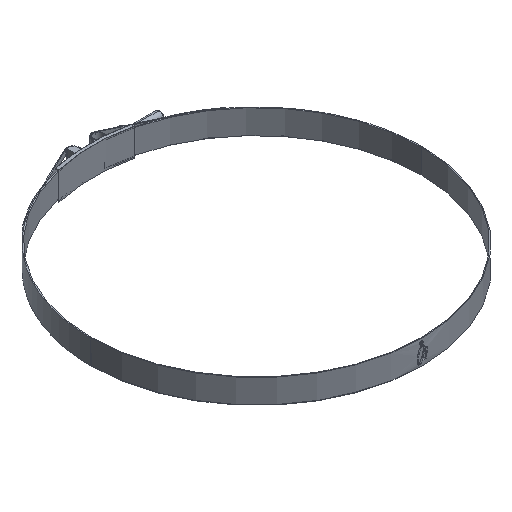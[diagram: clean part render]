
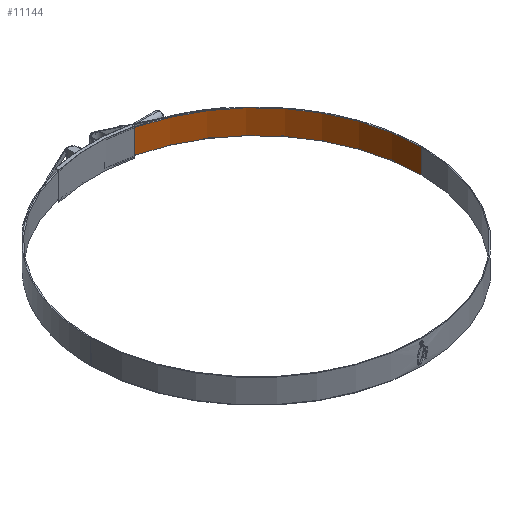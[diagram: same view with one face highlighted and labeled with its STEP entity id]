
A CAD part, isometric view. The second image highlights one B-rep face of the part: STEP entity #11144.
In plain terms, the highlighted cylindrical face has radius 130 mm (diameter 260 mm), a partial arc.
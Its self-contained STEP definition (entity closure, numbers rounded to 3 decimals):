
#21 = DIRECTION ( 'NONE',  ( 0., 0., -1. ) ) ;
#100 = CYLINDRICAL_SURFACE ( 'NONE', #4941, 130. ) ;
#336 = EDGE_CURVE ( 'NONE', #13202, #11929, #6879, .T. ) ;
#1046 = VERTEX_POINT ( 'NONE', #11589 ) ;
#1346 = CARTESIAN_POINT ( 'NONE',  ( 130., 0., -9.525 ) ) ;
#2158 = EDGE_CURVE ( 'NONE', #1046, #7516, #9400, .T. ) ;
#2224 = ORIENTED_EDGE ( 'NONE', *, *, #6828, .T. ) ;
#2797 = CARTESIAN_POINT ( 'NONE',  ( 9.63, 129.643, 9.525 ) ) ;
#3361 = FACE_OUTER_BOUND ( 'NONE', #7520, .T. ) ;
#3713 = ORIENTED_EDGE ( 'NONE', *, *, #11107, .F. ) ;
#4435 = DIRECTION ( 'NONE',  ( -1., 0., 0. ) ) ;
#4480 = DIRECTION ( 'NONE',  ( -1., 0., 0. ) ) ;
#4941 = AXIS2_PLACEMENT_3D ( 'NONE', #7777, #13212, #8868 ) ;
#5904 = ORIENTED_EDGE ( 'NONE', *, *, #2158, .T. ) ;
#6019 = DIRECTION ( 'NONE',  ( 0., 0., -1. ) ) ;
#6479 = ORIENTED_EDGE ( 'NONE', *, *, #336, .F. ) ;
#6798 = CARTESIAN_POINT ( 'NONE',  ( 0., 0., -9.525 ) ) ;
#6828 = EDGE_CURVE ( 'NONE', #7516, #11929, #7938, .T. ) ;
#6879 = LINE ( 'NONE', #8028, #10713 ) ;
#7207 = CARTESIAN_POINT ( 'NONE',  ( 9.63, 129.643, -9.525 ) ) ;
#7281 = CARTESIAN_POINT ( 'NONE',  ( 130., 0., 9.525 ) ) ;
#7516 = VERTEX_POINT ( 'NONE', #7207 ) ;
#7520 = EDGE_LOOP ( 'NONE', ( #6479, #3713, #5904, #2224 ) ) ;
#7777 = CARTESIAN_POINT ( 'NONE',  ( 0., 0., 9.525 ) ) ;
#7938 = CIRCLE ( 'NONE', #11894, 130. ) ;
#8028 = CARTESIAN_POINT ( 'NONE',  ( 130., 0., 9.525 ) ) ;
#8868 = DIRECTION ( 'NONE',  ( -1., 0., 0. ) ) ;
#9101 = CIRCLE ( 'NONE', #12568, 130. ) ;
#9400 = LINE ( 'NONE', #2797, #13754 ) ;
#10408 = DIRECTION ( 'NONE',  ( 0., 0., -1. ) ) ;
#10713 = VECTOR ( 'NONE', #6019, 1000. ) ;
#11107 = EDGE_CURVE ( 'NONE', #1046, #13202, #9101, .T. ) ;
#11144 = ADVANCED_FACE ( 'NONE', ( #3361 ), #100, .F. ) ;
#11180 = CARTESIAN_POINT ( 'NONE',  ( 0., 0., 9.525 ) ) ;
#11217 = DIRECTION ( 'NONE',  ( 0., 0., -1. ) ) ;
#11589 = CARTESIAN_POINT ( 'NONE',  ( 9.63, 129.643, 9.525 ) ) ;
#11894 = AXIS2_PLACEMENT_3D ( 'NONE', #6798, #11217, #4480 ) ;
#11929 = VERTEX_POINT ( 'NONE', #1346 ) ;
#12568 = AXIS2_PLACEMENT_3D ( 'NONE', #11180, #21, #4435 ) ;
#13202 = VERTEX_POINT ( 'NONE', #7281 ) ;
#13212 = DIRECTION ( 'NONE',  ( 0., 0., -1. ) ) ;
#13754 = VECTOR ( 'NONE', #10408, 1000. ) ;
